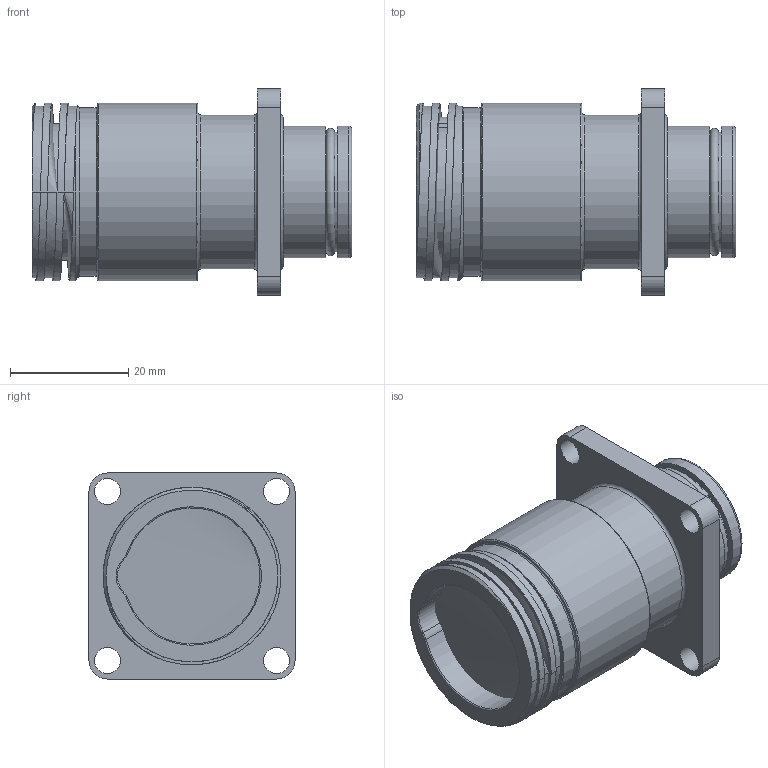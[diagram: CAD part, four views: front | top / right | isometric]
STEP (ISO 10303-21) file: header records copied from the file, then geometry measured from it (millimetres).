
FILE_DESCRIPTION(/* description */ (''),/* implementation_level */ '2;1');
FILE_NAME(/* name */ 'TrustLink MS FCR B 19 F.stp',/* time_stamp */ '2021-03-10T08:23:41+01:00',/* author */ ('sh'),/* organization */ (''),/* preprocessor_version */ 'ST-DEVELOPER v17.2',/* originating_system */ 'Autodesk Inventor 2019',/* authorisation */ '');
FILE_SCHEMA (('AUTOMOTIVE_DESIGN { 1 0 10303 214 3 1 1 }'));
Length unit declared in the file: millimetre
Products named in the file (1): TrustLink MS FCR B 19 F
Bounding box: 54 x 34.8 x 34.8 mm (x, y, z)
Volume: 22603.4 mm3; surface area: 15570.9 mm2
Topology: 2 solids, 2 shells, 1319 faces, 3542 edges, 2259 vertices
Faces by surface type: plane 510, cylinder 444, cone 175, bspline 114, torus 76
Full cylindrical faces by diameter (mm): 0.5 x19, 1.05 x19, 1.1 x19, 1.12 x19, 1.32 x19, 1.6 x19, 1.75 x19, 1.78 x19, 1.8 x38, 1.98 x19, 2.4 x19, 4.4 x4, 16 x1, 19 x1, 20 x1, 20.17 x2, 20.5 x1, 22.17 x2, 23 x2, 23.5 x2, 25.2 x4, 26 x1, 27.3 x1, 28.5 x1, 29 x3, 30 x3
Entity records: 46769 total; most frequent: CARTESIAN_POINT 12420, ORIENTED_EDGE 7008, DIRECTION 6845, EDGE_CURVE 3504, AXIS2_PLACEMENT_3D 2646, VERTEX_POINT 2259, LINE 1553, VECTOR 1553
